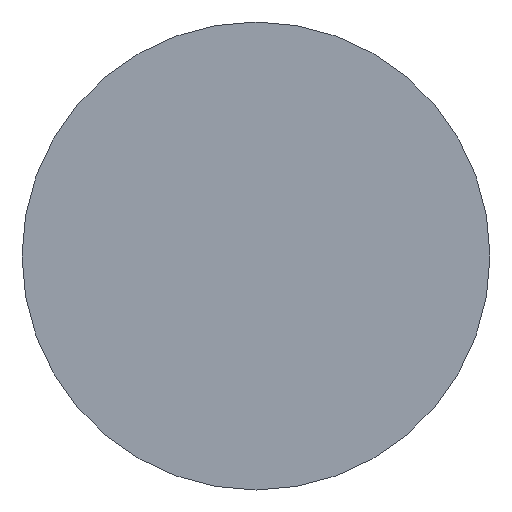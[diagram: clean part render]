
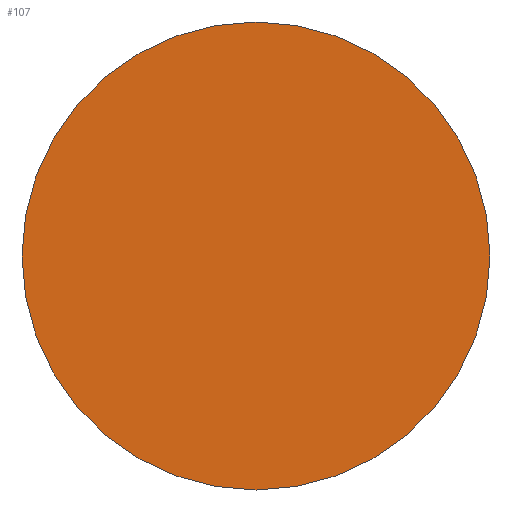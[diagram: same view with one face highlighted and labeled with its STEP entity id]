
A CAD part, left-side view. The second image highlights one B-rep face of the part: STEP entity #107.
In plain terms, the highlighted planar face has unit normal (-1, 0, 0).
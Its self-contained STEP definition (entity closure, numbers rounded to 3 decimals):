
#5 = CARTESIAN_POINT ( 'NONE',  ( 113.912, 65.156, 0. ) ) ;
#11 = ORIENTED_EDGE ( 'NONE', *, *, #72, .T. ) ;
#20 = DIRECTION ( 'NONE',  ( -1., 0., 0. ) ) ;
#34 = EDGE_LOOP ( 'NONE', ( #136, #11 ) ) ;
#36 = CARTESIAN_POINT ( 'NONE',  ( 113.912, 65.156, 0. ) ) ;
#44 = AXIS2_PLACEMENT_3D ( 'NONE', #5, #59, #56 ) ;
#56 = DIRECTION ( 'NONE',  ( 0., 0., -1. ) ) ;
#59 = DIRECTION ( 'NONE',  ( 1., 0., 0. ) ) ;
#62 = VERTEX_POINT ( 'NONE', #125 ) ;
#72 = EDGE_CURVE ( 'NONE', #62, #95, #115, .T. ) ;
#73 = PLANE ( 'NONE',  #44 ) ;
#81 = CIRCLE ( 'NONE', #88, 20. ) ;
#84 = DIRECTION ( 'NONE',  ( -1., 0., 0. ) ) ;
#88 = AXIS2_PLACEMENT_3D ( 'NONE', #36, #20, #120 ) ;
#93 = EDGE_CURVE ( 'NONE', #95, #62, #81, .T. ) ;
#95 = VERTEX_POINT ( 'NONE', #159 ) ;
#107 = ADVANCED_FACE ( 'NONE', ( #143 ), #73, .F. ) ;
#115 = CIRCLE ( 'NONE', #128, 20. ) ;
#120 = DIRECTION ( 'NONE',  ( 0., 0., 1. ) ) ;
#121 = CARTESIAN_POINT ( 'NONE',  ( 113.912, 65.156, 0. ) ) ;
#125 = CARTESIAN_POINT ( 'NONE',  ( 113.912, 65.156, -20. ) ) ;
#128 = AXIS2_PLACEMENT_3D ( 'NONE', #121, #84, #147 ) ;
#136 = ORIENTED_EDGE ( 'NONE', *, *, #93, .T. ) ;
#143 = FACE_OUTER_BOUND ( 'NONE', #34, .T. ) ;
#147 = DIRECTION ( 'NONE',  ( 0., 0., 1. ) ) ;
#159 = CARTESIAN_POINT ( 'NONE',  ( 113.912, 65.156, 20. ) ) ;
